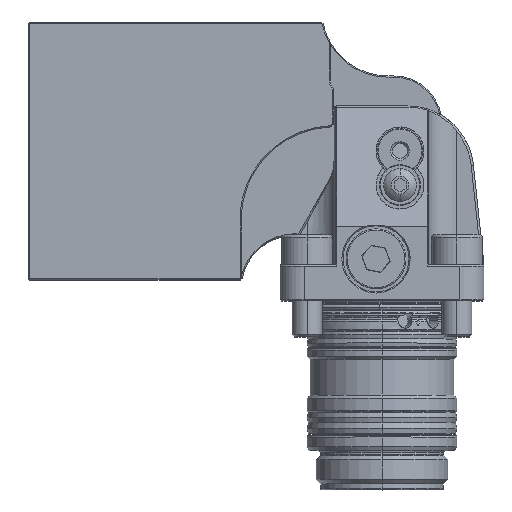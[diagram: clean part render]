
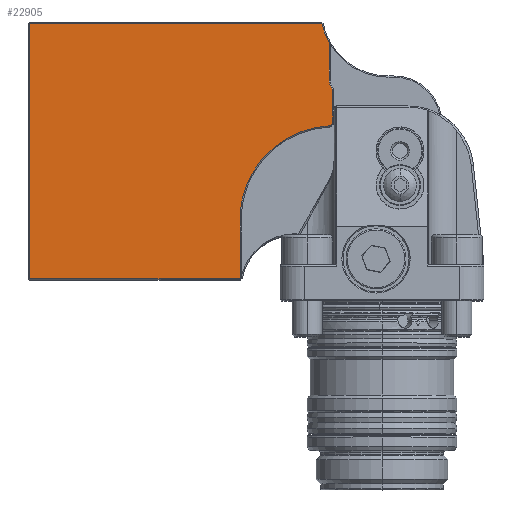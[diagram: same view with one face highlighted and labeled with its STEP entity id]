
A CAD part, top view. The second image highlights one B-rep face of the part: STEP entity #22905.
In plain terms, the highlighted planar face has unit normal (0, 0, 1).
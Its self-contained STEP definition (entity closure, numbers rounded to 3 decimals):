
#17 = EDGE_CURVE ( 'NONE', #17499, #489, #12801, .T. ) ;
#437 = PLANE ( 'NONE',  #2367 ) ;
#489 = VERTEX_POINT ( 'NONE', #23229 ) ;
#736 = EDGE_CURVE ( 'NONE', #489, #15410, #24485, .T. ) ;
#748 = CARTESIAN_POINT ( 'NONE',  ( -8.824, 43.081, 10.5 ) ) ;
#860 = CARTESIAN_POINT ( 'NONE',  ( -58.804, 17.434, 10.5 ) ) ;
#2254 = EDGE_CURVE ( 'NONE', #15410, #2357, #9024, .T. ) ;
#2357 = VERTEX_POINT ( 'NONE', #8097 ) ;
#2367 = AXIS2_PLACEMENT_3D ( 'NONE', #14453, #21887, #16025 ) ;
#2853 = DIRECTION ( 'NONE',  ( -0.001, 1., 0. ) ) ;
#3294 = CARTESIAN_POINT ( 'NONE',  ( -23.627, 11.992, 10.5 ) ) ;
#3537 = VERTEX_POINT ( 'NONE', #11039 ) ;
#4414 = DIRECTION ( 'NONE',  ( 0., 0., -1. ) ) ;
#4658 = CARTESIAN_POINT ( 'NONE',  ( -8.824, 43.133, 10.5 ) ) ;
#4727 = LINE ( 'NONE', #22671, #24255 ) ;
#5514 = DIRECTION ( 'NONE',  ( 1., 0.001, 0. ) ) ;
#5879 = AXIS2_PLACEMENT_3D ( 'NONE', #15751, #9410, #5514 ) ;
#5926 = CARTESIAN_POINT ( 'NONE',  ( -9.014, 29.972, 10.5 ) ) ;
#7254 = VERTEX_POINT ( 'NONE', #748 ) ;
#7671 = AXIS2_PLACEMENT_3D ( 'NONE', #5926, #9945, #14087 ) ;
#7708 = ORIENTED_EDGE ( 'NONE', *, *, #11976, .T. ) ;
#7757 = DIRECTION ( 'NONE',  ( 0., 0., -1. ) ) ;
#8097 = CARTESIAN_POINT ( 'NONE',  ( -23.627, 11.982, 10.5 ) ) ;
#9024 = LINE ( 'NONE', #3294, #23075 ) ;
#9294 = VECTOR ( 'NONE', #12534, 1000. ) ;
#9410 = DIRECTION ( 'NONE',  ( 0., 0., -1. ) ) ;
#9945 = DIRECTION ( 'NONE',  ( 0., 0., 1. ) ) ;
#9947 = CARTESIAN_POINT ( 'NONE',  ( -8.218, 35.375, 10.5 ) ) ;
#10047 = ORIENTED_EDGE ( 'NONE', *, *, #11878, .T. ) ;
#10570 = VERTEX_POINT ( 'NONE', #20634 ) ;
#11039 = CARTESIAN_POINT ( 'NONE',  ( -8.819, 36.803, 10.5 ) ) ;
#11331 = EDGE_CURVE ( 'NONE', #25215, #12229, #11767, .T. ) ;
#11380 = CARTESIAN_POINT ( 'NONE',  ( -8.001, 13.504, 10.5 ) ) ;
#11726 = EDGE_CURVE ( 'NONE', #12229, #3537, #12917, .T. ) ;
#11767 = LINE ( 'NONE', #9947, #22439 ) ;
#11817 = CIRCLE ( 'NONE', #12208, 15.7 ) ;
#11878 = EDGE_CURVE ( 'NONE', #3537, #7254, #14415, .T. ) ;
#11880 = FACE_OUTER_BOUND ( 'NONE', #12775, .T. ) ;
#11898 = CARTESIAN_POINT ( 'NONE',  ( -10.008, 46.302, 10.5 ) ) ;
#11976 = EDGE_CURVE ( 'NONE', #7254, #20190, #19989, .T. ) ;
#12208 = AXIS2_PLACEMENT_3D ( 'NONE', #11380, #7757, #19433 ) ;
#12229 = VERTEX_POINT ( 'NONE', #23372 ) ;
#12534 = DIRECTION ( 'NONE',  ( 1., 0.001, 0. ) ) ;
#12675 = CARTESIAN_POINT ( 'NONE',  ( -1.819, 3.708, 10.5 ) ) ;
#12775 = EDGE_LOOP ( 'NONE', ( #24166, #24267, #19288, #10047, #7708, #18406, #15071, #25028, #21709, #14965 ) ) ;
#12801 = LINE ( 'NONE', #860, #15020 ) ;
#12917 = CIRCLE ( 'NONE', #5879, 2.2 ) ;
#14087 = DIRECTION ( 'NONE',  ( 1., 0.001, 0. ) ) ;
#14277 = CARTESIAN_POINT ( 'NONE',  ( 0.972, 48.51, 10.5 ) ) ;
#14415 = LINE ( 'NONE', #4658, #16647 ) ;
#14453 = CARTESIAN_POINT ( 'NONE',  ( -1.83, 17.478, 10.5 ) ) ;
#14864 = DIRECTION ( 'NONE',  ( -1., -0.001, 0. ) ) ;
#14965 = ORIENTED_EDGE ( 'NONE', *, *, #18988, .T. ) ;
#15020 = VECTOR ( 'NONE', #25147, 1000. ) ;
#15071 = ORIENTED_EDGE ( 'NONE', *, *, #17, .T. ) ;
#15410 = VERTEX_POINT ( 'NONE', #19809 ) ;
#15751 = CARTESIAN_POINT ( 'NONE',  ( -6.619, 36.805, 10.5 ) ) ;
#15935 = CIRCLE ( 'NONE', #7671, 0.8 ) ;
#16025 = DIRECTION ( 'NONE',  ( 1., 0.001, 0. ) ) ;
#16610 = DIRECTION ( 'NONE',  ( 1., 0.001, 0. ) ) ;
#16647 = VECTOR ( 'NONE', #2853, 1000. ) ;
#17114 = CARTESIAN_POINT ( 'NONE',  ( -58.826, 46.264, 10.5 ) ) ;
#17499 = VERTEX_POINT ( 'NONE', #17114 ) ;
#18406 = ORIENTED_EDGE ( 'NONE', *, *, #20376, .T. ) ;
#18988 = EDGE_CURVE ( 'NONE', #2357, #10570, #11817, .T. ) ;
#19126 = DIRECTION ( 'NONE',  ( -0.001, 1., 0. ) ) ;
#19288 = ORIENTED_EDGE ( 'NONE', *, *, #11726, .T. ) ;
#19433 = DIRECTION ( 'NONE',  ( 1., 0.001, 0. ) ) ;
#19809 = CARTESIAN_POINT ( 'NONE',  ( -23.621, 3.692, 10.5 ) ) ;
#19989 = CIRCLE ( 'NONE', #20396, 11.2 ) ;
#20100 = EDGE_CURVE ( 'NONE', #10570, #25215, #15935, .T. ) ;
#20190 = VERTEX_POINT ( 'NONE', #11898 ) ;
#20376 = EDGE_CURVE ( 'NONE', #20190, #17499, #4727, .T. ) ;
#20396 = AXIS2_PLACEMENT_3D ( 'NONE', #14277, #4414, #16610 ) ;
#20634 = CARTESIAN_POINT ( 'NONE',  ( -8.965, 29.174, 10.5 ) ) ;
#21709 = ORIENTED_EDGE ( 'NONE', *, *, #2254, .T. ) ;
#21841 = CARTESIAN_POINT ( 'NONE',  ( -8.214, 29.973, 10.5 ) ) ;
#21887 = DIRECTION ( 'NONE',  ( 0., 0., 1. ) ) ;
#22439 = VECTOR ( 'NONE', #25552, 1000. ) ;
#22671 = CARTESIAN_POINT ( 'NONE',  ( -1.852, 46.308, 10.5 ) ) ;
#22905 = ADVANCED_FACE ( 'NONE', ( #11880 ), #437, .T. ) ;
#23075 = VECTOR ( 'NONE', #19126, 1000. ) ;
#23229 = CARTESIAN_POINT ( 'NONE',  ( -58.794, 3.664, 10.5 ) ) ;
#23372 = CARTESIAN_POINT ( 'NONE',  ( -8.218, 35.293, 10.5 ) ) ;
#24166 = ORIENTED_EDGE ( 'NONE', *, *, #20100, .T. ) ;
#24255 = VECTOR ( 'NONE', #14864, 1000. ) ;
#24267 = ORIENTED_EDGE ( 'NONE', *, *, #11331, .T. ) ;
#24485 = LINE ( 'NONE', #12675, #9294 ) ;
#25028 = ORIENTED_EDGE ( 'NONE', *, *, #736, .T. ) ;
#25147 = DIRECTION ( 'NONE',  ( 0.001, -1., 0. ) ) ;
#25215 = VERTEX_POINT ( 'NONE', #21841 ) ;
#25552 = DIRECTION ( 'NONE',  ( -0.001, 1., 0. ) ) ;
